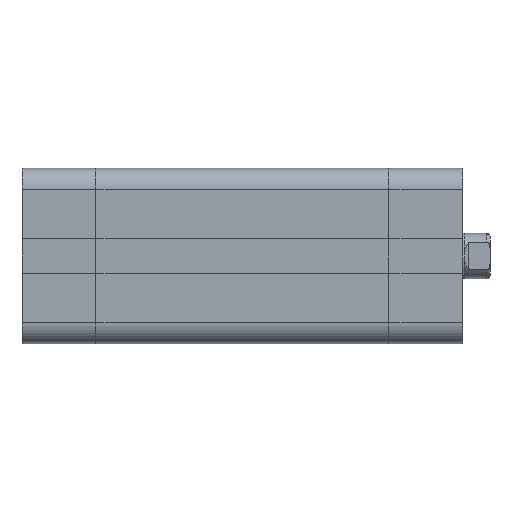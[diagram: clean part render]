
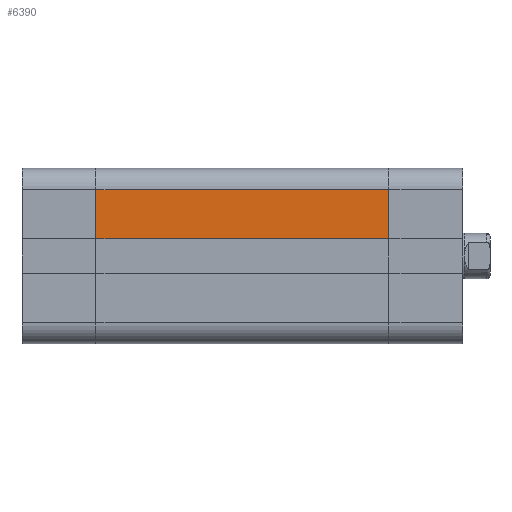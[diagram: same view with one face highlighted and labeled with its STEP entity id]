
A CAD part, front view. The second image highlights one B-rep face of the part: STEP entity #6390.
In plain terms, the highlighted planar face has unit normal (0, -1, 0).
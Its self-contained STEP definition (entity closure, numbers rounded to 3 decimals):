
#103 = EDGE_LOOP ( 'NONE', ( #6083, #6048, #5919, #6066 ) ) ;
#583 = FACE_OUTER_BOUND ( 'NONE', #103, .T. ) ;
#1909 = CARTESIAN_POINT ( 'NONE',  ( -11., -14.5, 0. ) ) ;
#2001 = CARTESIAN_POINT ( 'NONE',  ( -11., -14.5, -48.5 ) ) ;
#2003 = CARTESIAN_POINT ( 'NONE',  ( -2.85, -14.5, -48.5 ) ) ;
#2091 = CARTESIAN_POINT ( 'NONE',  ( -2.85, -14.5, 0. ) ) ;
#2817 = EDGE_CURVE ( 'NONE', #6925, #6820, #4429, .T. ) ;
#2826 = EDGE_CURVE ( 'NONE', #6820, #7059, #4450, .T. ) ;
#2827 = EDGE_CURVE ( 'NONE', #6927, #7059, #4433, .T. ) ;
#2828 = EDGE_CURVE ( 'NONE', #6925, #6927, #4454, .T. ) ;
#3168 = AXIS2_PLACEMENT_3D ( 'NONE', #5127, #5130, #5131 ) ;
#4429 = LINE ( 'NONE', #4712, #4439 ) ;
#4433 = LINE ( 'NONE', #4734, #4457 ) ;
#4439 = VECTOR ( 'NONE', #4716, 1000. ) ;
#4450 = LINE ( 'NONE', #4732, #4455 ) ;
#4454 = LINE ( 'NONE', #4736, #4459 ) ;
#4455 = VECTOR ( 'NONE', #4735, 1000. ) ;
#4457 = VECTOR ( 'NONE', #4738, 1000. ) ;
#4459 = VECTOR ( 'NONE', #4740, 1000. ) ;
#4712 = CARTESIAN_POINT ( 'NONE',  ( -11., -14.5, -48.5 ) ) ;
#4716 = DIRECTION ( 'NONE',  ( 0., 0., 1. ) ) ;
#4732 = CARTESIAN_POINT ( 'NONE',  ( -11., -14.5, 0. ) ) ;
#4734 = CARTESIAN_POINT ( 'NONE',  ( -2.85, -14.5, -48.5 ) ) ;
#4735 = DIRECTION ( 'NONE',  ( 1., 0., 0. ) ) ;
#4736 = CARTESIAN_POINT ( 'NONE',  ( -11., -14.5, -48.5 ) ) ;
#4738 = DIRECTION ( 'NONE',  ( 0., 0., 1. ) ) ;
#4740 = DIRECTION ( 'NONE',  ( 1., 0., 0. ) ) ;
#5127 = CARTESIAN_POINT ( 'NONE',  ( -11., -14.5, -48.5 ) ) ;
#5128 = PLANE ( 'NONE',  #3168 ) ;
#5130 = DIRECTION ( 'NONE',  ( 0., -1., 0. ) ) ;
#5131 = DIRECTION ( 'NONE',  ( 0., 0., -1. ) ) ;
#5919 = ORIENTED_EDGE ( 'NONE', *, *, #2817, .F. ) ;
#6048 = ORIENTED_EDGE ( 'NONE', *, *, #2826, .F. ) ;
#6066 = ORIENTED_EDGE ( 'NONE', *, *, #2828, .T. ) ;
#6083 = ORIENTED_EDGE ( 'NONE', *, *, #2827, .T. ) ;
#6390 = ADVANCED_FACE ( 'NONE', ( #583 ), #5128, .T. ) ;
#6820 = VERTEX_POINT ( 'NONE', #1909 ) ;
#6925 = VERTEX_POINT ( 'NONE', #2001 ) ;
#6927 = VERTEX_POINT ( 'NONE', #2003 ) ;
#7059 = VERTEX_POINT ( 'NONE', #2091 ) ;
